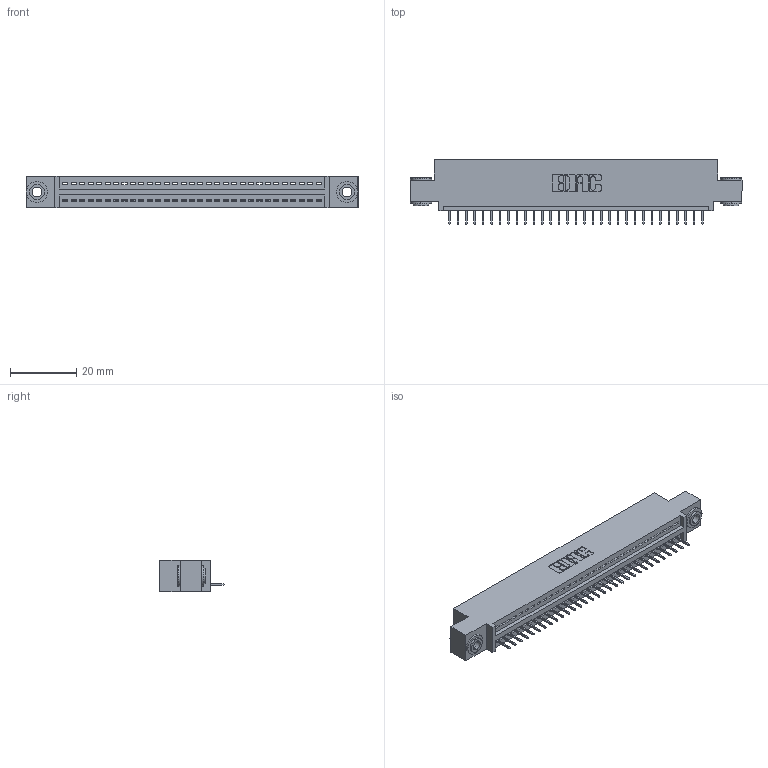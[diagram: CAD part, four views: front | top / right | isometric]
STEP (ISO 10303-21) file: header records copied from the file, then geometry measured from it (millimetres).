
FILE_DESCRIPTION (( 'STEP AP203' ), '1' );
FILE_NAME ('395-031-524-403.STEP', '2018-11-12T15:26:29', ( '' ), ( '' ), 'SwSTEP 2.0', 'SolidWorks 2016', '' );
FILE_SCHEMA (( 'CONFIG_CONTROL_DESIGN' ));
Length unit declared in the file: inch
Products named in the file (4): 395-031-524-403; 345-292-001_345-293-124; 345 Part_0.110 Offset - 0.156 Dia-TH; 345-250-002_345-250-002-102
Assembly tree (34 placements, depth 2):
  395-031-524-403
    345 Part_0.110 Offset - 0.156 Dia-TH
    345-292-001_345-293-124  x31
    345-250-002_345-250-002-102  x2
Bounding box: 99.95 x 19.35 x 9.4 mm (x, y, z)
Volume: 9226.7 mm3; surface area: 12016.8 mm2
Topology: 34 solids, 34 shells, 2090 faces, 6009 edges, 3878 vertices
Faces by surface type: plane 1520, cylinder 562, cone 8
Entity records: 25668 total; most frequent: CARTESIAN_POINT 4424, ORIENTED_EDGE 4382, DIRECTION 3911, EDGE_CURVE 2191, VECTOR 1915, LINE 1915, VERTEX_POINT 1454, AXIS2_PLACEMENT_3D 998
